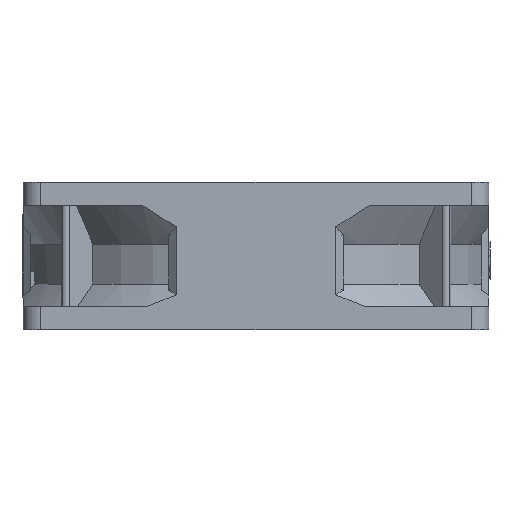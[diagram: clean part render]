
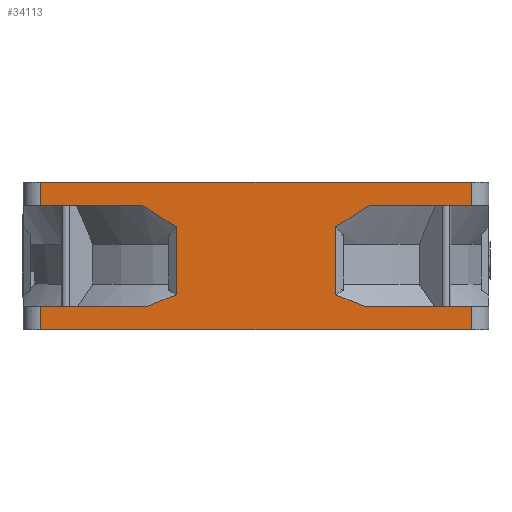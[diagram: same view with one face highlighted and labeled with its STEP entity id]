
A CAD part, front view. The second image highlights one B-rep face of the part: STEP entity #34113.
In plain terms, the highlighted planar face has unit normal (0, -1, 0).
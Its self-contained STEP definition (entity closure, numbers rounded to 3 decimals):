
#18744=DIRECTION('',(1.,0.,0.));
#18745=VECTOR('',#18744,74.);
#18746=CARTESIAN_POINT('',(-37.,-40.,-25.4));
#18747=LINE('',#18746,#18745);
#20391=CARTESIAN_POINT('',(-13.7,-40.,
-7.699));
#20392=CARTESIAN_POINT('',(-14.351,-40.,
-7.348));
#20393=CARTESIAN_POINT('',(-15.648,-40.,
-6.603));
#20394=CARTESIAN_POINT('',(-17.574,-40.,
-5.37));
#20395=CARTESIAN_POINT('',(-18.858,-40.,-4.469));
#20396=CARTESIAN_POINT('',(-19.5,-40.,-4.));
#20398=DIRECTION('',(-1.,0.,0.));
#20399=VECTOR('',#20398,17.5);
#20400=CARTESIAN_POINT('',(-19.5,-40.,-4.));
#20401=LINE('',#20400,#20399);
#20402=DIRECTION('',(1.,0.,0.));
#20403=VECTOR('',#20402,74.);
#20404=CARTESIAN_POINT('',(-37.,-40.,0.));
#20405=LINE('',#20404,#20403);
#20406=DIRECTION('',(-1.,0.,0.));
#20407=VECTOR('',#20406,17.5);
#20408=CARTESIAN_POINT('',(37.,-40.,-4.));
#20409=LINE('',#20408,#20407);
#20410=CARTESIAN_POINT('',(19.5,-40.,-4.));
#20411=CARTESIAN_POINT('',(18.851,-40.,-4.474));
#20412=CARTESIAN_POINT('',(17.556,-40.,
-5.382));
#20413=CARTESIAN_POINT('',(15.623,-40.,
-6.617));
#20414=CARTESIAN_POINT('',(14.34,-40.,
-7.353));
#20415=CARTESIAN_POINT('',(13.7,-40.,
-7.699));
#20417=DIRECTION('',(0.,0.,-1.));
#20418=VECTOR('',#20417,11.687);
#20419=CARTESIAN_POINT('',(13.7,-40.,
-7.699));
#20420=LINE('',#20419,#20418);
#20421=CARTESIAN_POINT('',(13.7,-40.,
-19.386));
#20422=CARTESIAN_POINT('',(14.284,-40.,
-19.585));
#20423=CARTESIAN_POINT('',(15.441,-40.,
-20.001));
#20424=CARTESIAN_POINT('',(17.14,-40.,
-20.674));
#20425=CARTESIAN_POINT('',(18.253,-40.,-21.154));
#20426=CARTESIAN_POINT('',(18.805,-40.,-21.4));
#20428=DIRECTION('',(1.,0.,0.));
#20429=VECTOR('',#20428,18.195);
#20430=CARTESIAN_POINT('',(18.805,-40.,-21.4));
#20431=LINE('',#20430,#20429);
#20432=DIRECTION('',(1.,0.,0.));
#20433=VECTOR('',#20432,18.195);
#20434=CARTESIAN_POINT('',(-37.,-40.,-21.4));
#20435=LINE('',#20434,#20433);
#20436=CARTESIAN_POINT('',(-18.805,-40.,-21.4));
#20437=CARTESIAN_POINT('',(-18.252,-40.,-21.153));
#20438=CARTESIAN_POINT('',(-17.138,-40.,
-20.673));
#20439=CARTESIAN_POINT('',(-15.438,-40.,
-20.));
#20440=CARTESIAN_POINT('',(-14.283,-40.,
-19.584));
#20441=CARTESIAN_POINT('',(-13.7,-40.,
-19.386));
#20443=DIRECTION('',(0.,0.,1.));
#20444=VECTOR('',#20443,11.687);
#20445=CARTESIAN_POINT('',(-13.7,-40.,
-19.386));
#20446=LINE('',#20445,#20444);
#24595=DIRECTION('',(0.,0.,1.));
#24596=VECTOR('',#24595,4.);
#24597=CARTESIAN_POINT('',(37.,-40.,-4.));
#24598=LINE('',#24597,#24596);
#24607=DIRECTION('',(0.,0.,-1.));
#24608=VECTOR('',#24607,4.);
#24609=CARTESIAN_POINT('',(-37.,-40.,0.));
#24610=LINE('',#24609,#24608);
#25004=DIRECTION('',(0.,0.,-1.));
#25005=VECTOR('',#25004,4.);
#25006=CARTESIAN_POINT('',(-37.,-40.,-21.4));
#25007=LINE('',#25006,#25005);
#27676=DIRECTION('',(0.,0.,1.));
#27677=VECTOR('',#27676,4.);
#27678=CARTESIAN_POINT('',(37.,-40.,-25.4));
#27679=LINE('',#27678,#27677);
#29160=CARTESIAN_POINT('',(-37.,-40.,-25.4));
#29161=VERTEX_POINT('',#29160);
#29162=CARTESIAN_POINT('',(37.,-40.,-25.4));
#29163=VERTEX_POINT('',#29162);
#29678=CARTESIAN_POINT('',(37.,-40.,-21.4));
#29679=VERTEX_POINT('',#29678);
#29680=CARTESIAN_POINT('',(18.805,-40.,-21.4));
#29681=VERTEX_POINT('',#29680);
#29702=CARTESIAN_POINT('',(19.5,-40.,-4.));
#29703=VERTEX_POINT('',#29702);
#29704=CARTESIAN_POINT('',(37.,-40.,-4.));
#29705=VERTEX_POINT('',#29704);
#29715=VERTEX_POINT('',#20421);
#29719=CARTESIAN_POINT('',(13.7,-40.,
-7.699));
#29720=VERTEX_POINT('',#29719);
#29721=VERTEX_POINT('',#20391);
#29722=VERTEX_POINT('',#20396);
#29723=CARTESIAN_POINT('',(-37.,-40.,-4.));
#29724=VERTEX_POINT('',#29723);
#29725=CARTESIAN_POINT('',(-37.,-40.,0.));
#29726=VERTEX_POINT('',#29725);
#29727=CARTESIAN_POINT('',(37.,-40.,0.));
#29728=VERTEX_POINT('',#29727);
#29729=CARTESIAN_POINT('',(-37.,-40.,-21.4));
#29730=VERTEX_POINT('',#29729);
#29731=CARTESIAN_POINT('',(-18.805,-40.,-21.4));
#29732=VERTEX_POINT('',#29731);
#29733=VERTEX_POINT('',#20441);
#34079=CARTESIAN_POINT('',(-132.141,-40.,0.));
#34080=DIRECTION('',(0.,-1.,0.));
#34081=DIRECTION('',(1.,0.,0.));
#34082=AXIS2_PLACEMENT_3D('',#34079,#34080,#34081);
#34083=PLANE('',#34082);
#34085=ORIENTED_EDGE('',*,*,#34084,.T.);
#34087=ORIENTED_EDGE('',*,*,#34086,.T.);
#34089=ORIENTED_EDGE('',*,*,#34088,.F.);
#34091=ORIENTED_EDGE('',*,*,#34090,.T.);
#34093=ORIENTED_EDGE('',*,*,#34092,.F.);
#34094=ORIENTED_EDGE('',*,*,#33993,.T.);
#34096=ORIENTED_EDGE('',*,*,#34095,.T.);
#34097=ORIENTED_EDGE('',*,*,#34071,.T.);
#34098=ORIENTED_EDGE('',*,*,#34043,.T.);
#34099=ORIENTED_EDGE('',*,*,#33947,.T.);
#34101=ORIENTED_EDGE('',*,*,#34100,.F.);
#34102=ORIENTED_EDGE('',*,*,#32898,.F.);
#34104=ORIENTED_EDGE('',*,*,#34103,.F.);
#34106=ORIENTED_EDGE('',*,*,#34105,.T.);
#34108=ORIENTED_EDGE('',*,*,#34107,.T.);
#34110=ORIENTED_EDGE('',*,*,#34109,.T.);
#34111=EDGE_LOOP('',(#34085,#34087,#34089,#34091,#34093,#34094,#34096,#34097,
#34098,#34099,#34101,#34102,#34104,#34106,#34108,#34110));
#34112=FACE_OUTER_BOUND('',#34111,.F.);
#34113=ADVANCED_FACE('',(#34112),#34083,.T.);
#20397=B_SPLINE_CURVE_WITH_KNOTS('',3,(#20391,#20392,#20393,#20394,#20395,
#20396),.UNSPECIFIED.,.F.,.F.,(4,1,1,4),(0.,0.333,
0.667,1.),.UNSPECIFIED.);
#20416=B_SPLINE_CURVE_WITH_KNOTS('',3,(#20410,#20411,#20412,#20413,#20414,
#20415),.UNSPECIFIED.,.F.,.F.,(4,1,1,4),(0.,0.333,
0.667,1.),.UNSPECIFIED.);
#20427=B_SPLINE_CURVE_WITH_KNOTS('',3,(#20421,#20422,#20423,#20424,#20425,
#20426),.UNSPECIFIED.,.F.,.F.,(4,1,1,4),(0.,0.333,
0.667,1.),.UNSPECIFIED.);
#20442=B_SPLINE_CURVE_WITH_KNOTS('',3,(#20436,#20437,#20438,#20439,#20440,
#20441),.UNSPECIFIED.,.F.,.F.,(4,1,1,4),(0.,0.333,
0.667,1.),.UNSPECIFIED.);
#32898=EDGE_CURVE('',#29161,#29163,#18747,.T.);
#33947=EDGE_CURVE('',#29681,#29679,#20431,.T.);
#33993=EDGE_CURVE('',#29705,#29703,#20409,.T.);
#34043=EDGE_CURVE('',#29715,#29681,#20427,.T.);
#34071=EDGE_CURVE('',#29720,#29715,#20420,.T.);
#34084=EDGE_CURVE('',#29721,#29722,#20397,.T.);
#34086=EDGE_CURVE('',#29722,#29724,#20401,.T.);
#34088=EDGE_CURVE('',#29726,#29724,#24610,.T.);
#34090=EDGE_CURVE('',#29726,#29728,#20405,.T.);
#34092=EDGE_CURVE('',#29705,#29728,#24598,.T.);
#34095=EDGE_CURVE('',#29703,#29720,#20416,.T.);
#34100=EDGE_CURVE('',#29163,#29679,#27679,.T.);
#34103=EDGE_CURVE('',#29730,#29161,#25007,.T.);
#34105=EDGE_CURVE('',#29730,#29732,#20435,.T.);
#34107=EDGE_CURVE('',#29732,#29733,#20442,.T.);
#34109=EDGE_CURVE('',#29733,#29721,#20446,.T.);
